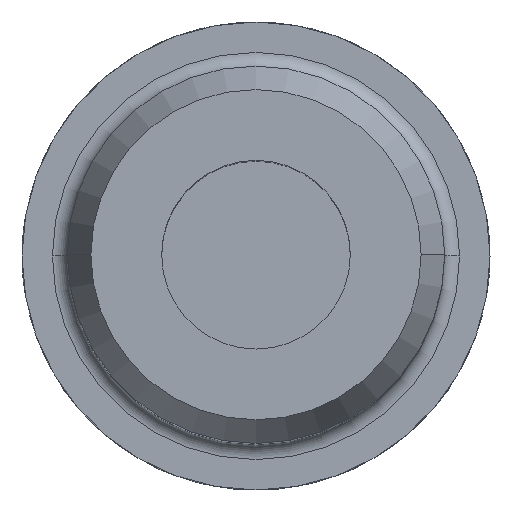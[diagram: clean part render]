
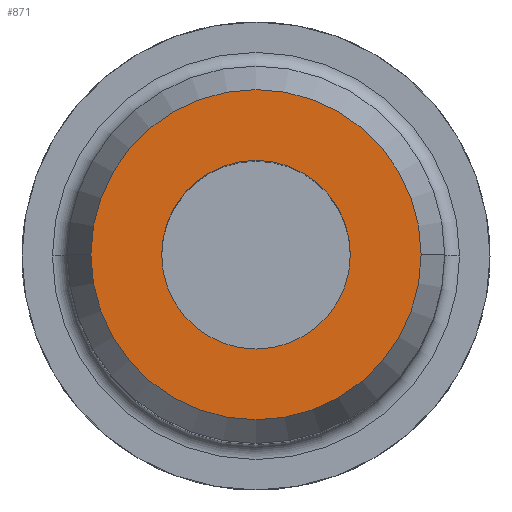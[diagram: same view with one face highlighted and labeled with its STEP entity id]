
A CAD part, top view. The second image highlights one B-rep face of the part: STEP entity #871.
In plain terms, the highlighted planar face has unit normal (0, 0, 1).
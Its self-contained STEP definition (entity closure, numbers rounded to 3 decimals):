
#11 = DIRECTION ( 'NONE',  ( -1., 0., 0. ) ) ;
#89 = FACE_BOUND ( 'NONE', #1489, .T. ) ;
#118 = PLANE ( 'NONE',  #849 ) ;
#128 = EDGE_CURVE ( 'NONE', #375, #452, #1312, .T. ) ;
#136 = CARTESIAN_POINT ( 'NONE',  ( -22.225, 0., 127. ) ) ;
#157 = DIRECTION ( 'NONE',  ( 0., 0., -1. ) ) ;
#204 = EDGE_CURVE ( 'NONE', #596, #905, #740, .T. ) ;
#252 = DIRECTION ( 'NONE',  ( 0., 0., -1. ) ) ;
#296 = AXIS2_PLACEMENT_3D ( 'NONE', #705, #1092, #473 ) ;
#312 = CARTESIAN_POINT ( 'NONE',  ( -12.7, 0., 127. ) ) ;
#354 = ORIENTED_EDGE ( 'NONE', *, *, #470, .T. ) ;
#375 = VERTEX_POINT ( 'NONE', #312 ) ;
#452 = VERTEX_POINT ( 'NONE', #481 ) ;
#470 = EDGE_CURVE ( 'NONE', #452, #375, #981, .T. ) ;
#472 = ORIENTED_EDGE ( 'NONE', *, *, #1395, .F. ) ;
#473 = DIRECTION ( 'NONE',  ( -1., 0., 0. ) ) ;
#481 = CARTESIAN_POINT ( 'NONE',  ( 12.7, 0., 127. ) ) ;
#593 = DIRECTION ( 'NONE',  ( -1., 0., 0. ) ) ;
#596 = VERTEX_POINT ( 'NONE', #1254 ) ;
#635 = ORIENTED_EDGE ( 'NONE', *, *, #128, .T. ) ;
#656 = CIRCLE ( 'NONE', #296, 22.225 ) ;
#705 = CARTESIAN_POINT ( 'NONE',  ( 0., 0., 127. ) ) ;
#740 = CIRCLE ( 'NONE', #1368, 22.225 ) ;
#753 = DIRECTION ( 'NONE',  ( 0., 0., -1. ) ) ;
#776 = DIRECTION ( 'NONE',  ( -1., 0., 0. ) ) ;
#849 = AXIS2_PLACEMENT_3D ( 'NONE', #995, #753, #593 ) ;
#871 = ADVANCED_FACE ( 'NONE', ( #89, #1179 ), #118, .F. ) ;
#874 = CARTESIAN_POINT ( 'NONE',  ( 0., 0., 127. ) ) ;
#905 = VERTEX_POINT ( 'NONE', #136 ) ;
#936 = EDGE_LOOP ( 'NONE', ( #472, #1553 ) ) ;
#981 = CIRCLE ( 'NONE', #1335, 12.7 ) ;
#995 = CARTESIAN_POINT ( 'NONE',  ( 0., 22.225, 127. ) ) ;
#1092 = DIRECTION ( 'NONE',  ( 0., 0., -1. ) ) ;
#1128 = AXIS2_PLACEMENT_3D ( 'NONE', #1585, #1390, #11 ) ;
#1179 = FACE_OUTER_BOUND ( 'NONE', #936, .T. ) ;
#1254 = CARTESIAN_POINT ( 'NONE',  ( 22.225, 0., 127. ) ) ;
#1312 = CIRCLE ( 'NONE', #1128, 12.7 ) ;
#1335 = AXIS2_PLACEMENT_3D ( 'NONE', #1345, #252, #1571 ) ;
#1345 = CARTESIAN_POINT ( 'NONE',  ( 0., 0., 127. ) ) ;
#1368 = AXIS2_PLACEMENT_3D ( 'NONE', #874, #157, #776 ) ;
#1390 = DIRECTION ( 'NONE',  ( 0., 0., -1. ) ) ;
#1395 = EDGE_CURVE ( 'NONE', #905, #596, #656, .T. ) ;
#1489 = EDGE_LOOP ( 'NONE', ( #635, #354 ) ) ;
#1553 = ORIENTED_EDGE ( 'NONE', *, *, #204, .F. ) ;
#1571 = DIRECTION ( 'NONE',  ( -1., 0., 0. ) ) ;
#1585 = CARTESIAN_POINT ( 'NONE',  ( 0., 0., 127. ) ) ;
